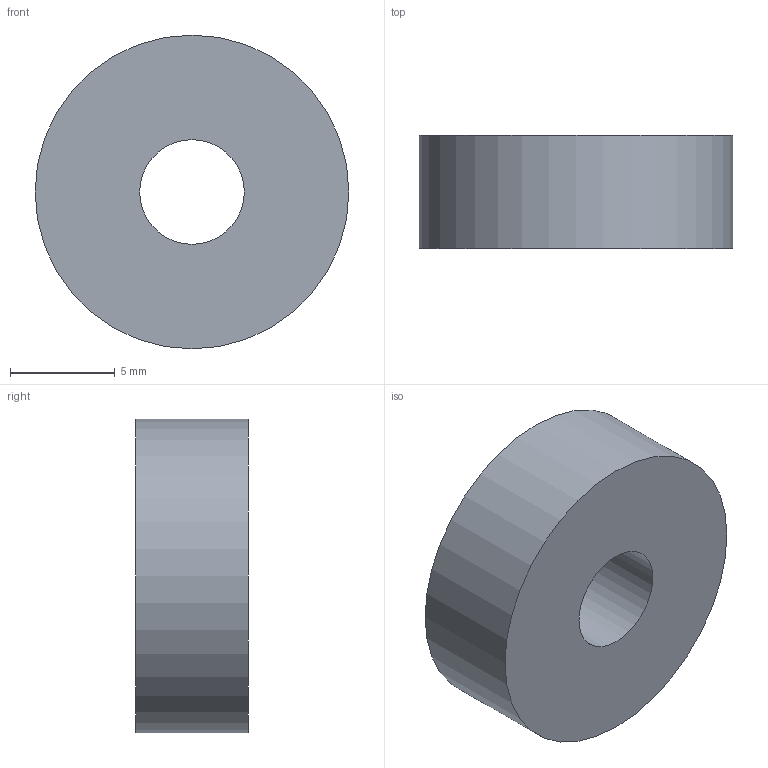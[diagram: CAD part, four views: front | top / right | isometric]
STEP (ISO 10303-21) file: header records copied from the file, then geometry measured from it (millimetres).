
FILE_DESCRIPTION(('HOOPS Exchange Step'),'2;1');
FILE_NAME('RubberPad.step','2018-08-20T11:12:04+00:00',('SYSTEM'),('Unknown organisation'),'HOOPS Exchange 10.0','HOOPS Exchange','Unknown authorisation');
FILE_SCHEMA( ('AUTOMOTIVE_DESIGN { 1 0 10303 214 1 1 1 1 }') );
Length unit declared in the file: millimetre
Products named in the file (2): Default; RubberPad
Assembly tree (1 placements, depth 2):
  RubberPad
    Default
Bounding box: 15 x 5.4 x 15 mm (x, y, z)
Volume: 792.6 mm3; surface area: 669.9 mm2
Topology: 1 solids, 1 shells, 6 faces, 15 edges, 12 vertices
Faces by surface type: plane 3, cylinder 3
Full cylindrical faces by diameter (mm): 5 x1, 8.5 x1, 15 x1
Entity records: 250 total; most frequent: DIRECTION 45, CARTESIAN_POINT 36, ORIENTED_EDGE 30, AXIS2_PLACEMENT_3D 21, EDGE_CURVE 15, VERTEX_POINT 12, CIRCLE 12, EDGE_LOOP 9
